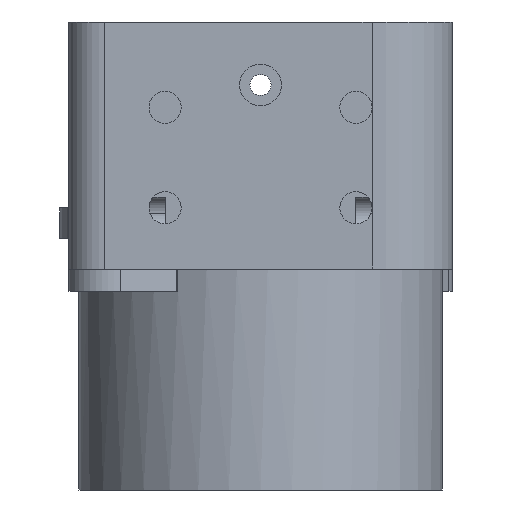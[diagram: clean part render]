
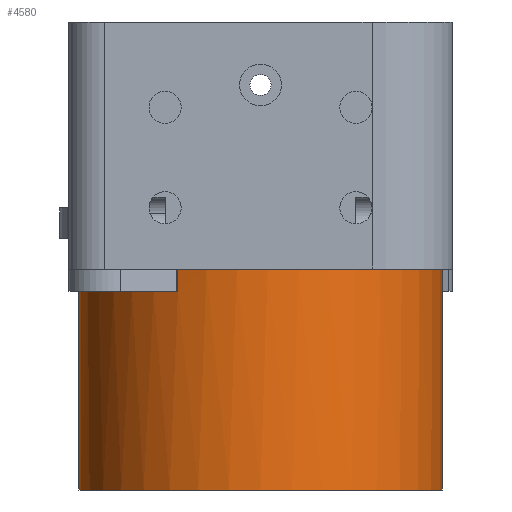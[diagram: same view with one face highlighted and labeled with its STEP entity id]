
A CAD part, front view. The second image highlights one B-rep face of the part: STEP entity #4580.
In plain terms, the highlighted cylindrical face has radius 18.1 mm (diameter 36.2 mm), a partial arc.
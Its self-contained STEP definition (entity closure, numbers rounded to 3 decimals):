
#28 = EDGE_CURVE ( 'NONE', #3974, #1350, #3169, .T. ) ;
#263 = CARTESIAN_POINT ( 'NONE',  ( -18.1, 0., -46.59 ) ) ;
#529 = ORIENTED_EDGE ( 'NONE', *, *, #9567, .T. ) ;
#631 = VERTEX_POINT ( 'NONE', #2809 ) ;
#751 = CARTESIAN_POINT ( 'NONE',  ( 0., 0., -24.59 ) ) ;
#834 = CARTESIAN_POINT ( 'NONE',  ( -8.218, -16.127, -24.59 ) ) ;
#941 = VECTOR ( 'NONE', #5538, 1000. ) ;
#1116 = CARTESIAN_POINT ( 'NONE',  ( -8.218, -16.127, -26.79 ) ) ;
#1124 = VERTEX_POINT ( 'NONE', #4919 ) ;
#1350 = VERTEX_POINT ( 'NONE', #8706 ) ;
#1351 = DIRECTION ( 'NONE',  ( -1., 0., 0. ) ) ;
#1394 = VECTOR ( 'NONE', #6587, 1000. ) ;
#1440 = AXIS2_PLACEMENT_3D ( 'NONE', #9217, #2351, #1602 ) ;
#1602 = DIRECTION ( 'NONE',  ( -1., 0., 0. ) ) ;
#1746 = VERTEX_POINT ( 'NONE', #834 ) ;
#1778 = EDGE_CURVE ( 'NONE', #4171, #3699, #3529, .T. ) ;
#2021 = CARTESIAN_POINT ( 'NONE',  ( 0., 0., -26.79 ) ) ;
#2032 = CIRCLE ( 'NONE', #2192, 18.1 ) ;
#2192 = AXIS2_PLACEMENT_3D ( 'NONE', #6186, #3033, #8290 ) ;
#2268 = AXIS2_PLACEMENT_3D ( 'NONE', #8878, #5874, #7829 ) ;
#2320 = CARTESIAN_POINT ( 'NONE',  ( 18.1, 0., -26.79 ) ) ;
#2327 = ORIENTED_EDGE ( 'NONE', *, *, #4496, .T. ) ;
#2351 = DIRECTION ( 'NONE',  ( 0., 0., -1. ) ) ;
#2628 = DIRECTION ( 'NONE',  ( 1., 0., 0. ) ) ;
#2809 = CARTESIAN_POINT ( 'NONE',  ( 18.1, 0., -24.59 ) ) ;
#2841 = AXIS2_PLACEMENT_3D ( 'NONE', #2021, #6545, #2628 ) ;
#2906 = DIRECTION ( 'NONE',  ( 0., 0., -1. ) ) ;
#2917 = CIRCLE ( 'NONE', #2268, 18.1 ) ;
#2990 = CARTESIAN_POINT ( 'NONE',  ( -18.1, 0., -24.59 ) ) ;
#3033 = DIRECTION ( 'NONE',  ( 0., 0., -1. ) ) ;
#3169 = LINE ( 'NONE', #7085, #5051 ) ;
#3345 = ORIENTED_EDGE ( 'NONE', *, *, #6482, .T. ) ;
#3383 = EDGE_CURVE ( 'NONE', #8473, #1746, #6116, .T. ) ;
#3529 = LINE ( 'NONE', #5885, #1394 ) ;
#3560 = CIRCLE ( 'NONE', #5317, 18.1 ) ;
#3699 = VERTEX_POINT ( 'NONE', #2990 ) ;
#3974 = VERTEX_POINT ( 'NONE', #5993 ) ;
#4171 = VERTEX_POINT ( 'NONE', #263 ) ;
#4347 = FACE_OUTER_BOUND ( 'NONE', #8425, .T. ) ;
#4439 = VECTOR ( 'NONE', #9023, 1000. ) ;
#4469 = CARTESIAN_POINT ( 'NONE',  ( -8.218, -16.127, -26.79 ) ) ;
#4494 = ORIENTED_EDGE ( 'NONE', *, *, #3383, .F. ) ;
#4496 = EDGE_CURVE ( 'NONE', #8473, #3974, #2032, .T. ) ;
#4580 = ADVANCED_FACE ( 'NONE', ( #4347 ), #9502, .T. ) ;
#4733 = LINE ( 'NONE', #2320, #941 ) ;
#4919 = CARTESIAN_POINT ( 'NONE',  ( 18.1, 0., -46.59 ) ) ;
#5051 = VECTOR ( 'NONE', #7034, 1000. ) ;
#5317 = AXIS2_PLACEMENT_3D ( 'NONE', #751, #2906, #1351 ) ;
#5538 = DIRECTION ( 'NONE',  ( 0., 0., 1. ) ) ;
#5874 = DIRECTION ( 'NONE',  ( 0., 0., -1. ) ) ;
#5885 = CARTESIAN_POINT ( 'NONE',  ( -18.1, 0., -26.79 ) ) ;
#5993 = CARTESIAN_POINT ( 'NONE',  ( -16.127, -8.218, -26.79 ) ) ;
#6116 = LINE ( 'NONE', #4469, #4439 ) ;
#6153 = ORIENTED_EDGE ( 'NONE', *, *, #28, .T. ) ;
#6186 = CARTESIAN_POINT ( 'NONE',  ( 0., 0., -26.79 ) ) ;
#6482 = EDGE_CURVE ( 'NONE', #1124, #631, #4733, .T. ) ;
#6545 = DIRECTION ( 'NONE',  ( 0., 0., 1. ) ) ;
#6587 = DIRECTION ( 'NONE',  ( 0., 0., 1. ) ) ;
#6610 = ORIENTED_EDGE ( 'NONE', *, *, #1778, .F. ) ;
#7034 = DIRECTION ( 'NONE',  ( 0., 0., 1. ) ) ;
#7085 = CARTESIAN_POINT ( 'NONE',  ( -16.127, -8.218, -26.79 ) ) ;
#7829 = DIRECTION ( 'NONE',  ( -1., 0., 0. ) ) ;
#8290 = DIRECTION ( 'NONE',  ( -1., 0., 0. ) ) ;
#8425 = EDGE_LOOP ( 'NONE', ( #6610, #8848, #3345, #529, #4494, #2327, #6153, #9652 ) ) ;
#8451 = EDGE_CURVE ( 'NONE', #1124, #4171, #9446, .T. ) ;
#8473 = VERTEX_POINT ( 'NONE', #1116 ) ;
#8706 = CARTESIAN_POINT ( 'NONE',  ( -16.127, -8.218, -24.59 ) ) ;
#8848 = ORIENTED_EDGE ( 'NONE', *, *, #8451, .F. ) ;
#8878 = CARTESIAN_POINT ( 'NONE',  ( 0., 0., -24.59 ) ) ;
#9023 = DIRECTION ( 'NONE',  ( 0., 0., 1. ) ) ;
#9217 = CARTESIAN_POINT ( 'NONE',  ( 0., 0., -46.59 ) ) ;
#9446 = CIRCLE ( 'NONE', #1440, 18.1 ) ;
#9450 = EDGE_CURVE ( 'NONE', #1350, #3699, #2917, .T. ) ;
#9502 = CYLINDRICAL_SURFACE ( 'NONE', #2841, 18.1 ) ;
#9567 = EDGE_CURVE ( 'NONE', #631, #1746, #3560, .T. ) ;
#9652 = ORIENTED_EDGE ( 'NONE', *, *, #9450, .T. ) ;
